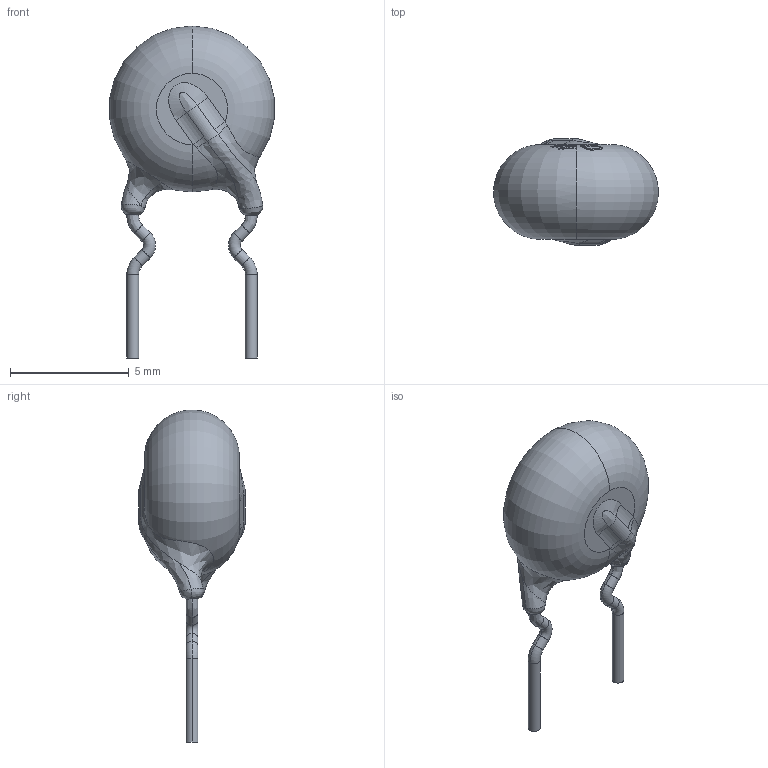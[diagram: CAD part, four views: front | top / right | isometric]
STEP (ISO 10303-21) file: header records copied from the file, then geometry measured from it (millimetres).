
FILE_DESCRIPTION (( 'STEP AP214' ), '1' );
FILE_NAME ('RES-TH_L7.0-W4.5-H13.0-P5.00-D0.6.step', '2022-07-28T10:10:36', ( '' ), ( '' ), 'SwSTEP 2.0', 'SolidWorks 2020', '' );
FILE_SCHEMA (( 'AUTOMOTIVE_DESIGN' ));
Length unit declared in the file: millimetre
Products named in the file (1): RES-TH_L7.0-W4.5-H13.0-P5.00-D0.6
Bounding box: 6.95 x 4.5 x 14 mm (x, y, z)
Volume: 129.3 mm3; surface area: 155.6 mm2
Topology: 1 solids, 1 shells, 284 faces, 763 edges, 498 vertices
Faces by surface type: bspline 124, plane 111, torus 31, cylinder 18
Entity records: 17231 total; most frequent: CARTESIAN_POINT 8238, ORIENTED_EDGE 1526, EDGE_CURVE 763, DIRECTION 683, VERTEX_POINT 498, B_SPLINE_CURVE_WITH_KNOTS 470, EDGE_LOOP 301, UNCERTAINTY_MEASURE_WITH_UNIT 287
